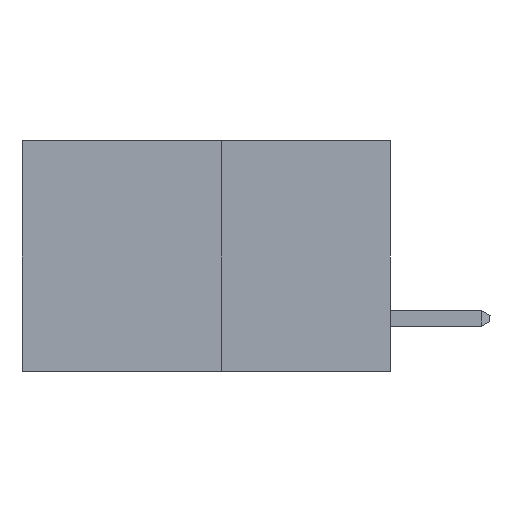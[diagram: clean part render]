
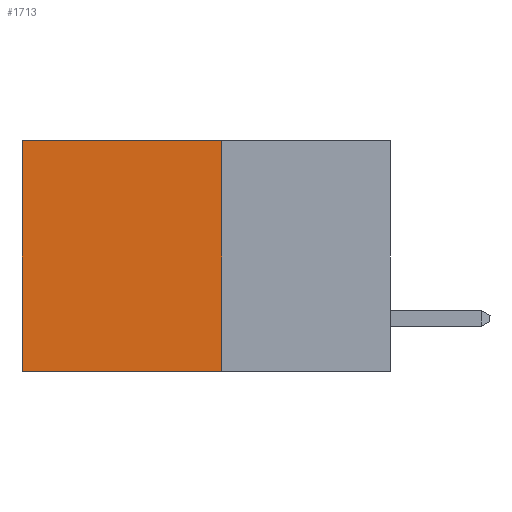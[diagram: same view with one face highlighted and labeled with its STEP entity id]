
A CAD part, left-side view. The second image highlights one B-rep face of the part: STEP entity #1713.
In plain terms, the highlighted planar face has unit normal (-1, 0, 0).
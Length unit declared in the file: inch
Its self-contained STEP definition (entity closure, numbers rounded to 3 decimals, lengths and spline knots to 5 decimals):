
#202 = VERTEX_POINT ( 'NONE', #10487 ) ;
#639 = LINE ( 'NONE', #1933, #2787 ) ;
#1331 = VECTOR ( 'NONE', #4714, 39.37008 ) ;
#1451 = DIRECTION ( 'NONE',  ( 0., 0., -1. ) ) ;
#1620 = LINE ( 'NONE', #2620, #1331 ) ;
#1713 = ADVANCED_FACE ( 'NONE', ( #10958 ), #6696, .F. ) ;
#1785 = EDGE_LOOP ( 'NONE', ( #5115, #4013, #3907, #6448 ) ) ;
#1795 = DIRECTION ( 'NONE',  ( 1., 0., 0. ) ) ;
#1933 = CARTESIAN_POINT ( 'NONE',  ( 0.277, 0.27, -0.37 ) ) ;
#2052 = CARTESIAN_POINT ( 'NONE',  ( 0.277, 0.27, -0.37 ) ) ;
#2312 = CARTESIAN_POINT ( 'NONE',  ( 0.277, 0.59, 0. ) ) ;
#2371 = CARTESIAN_POINT ( 'NONE',  ( 0.277, 0.27, -0.37 ) ) ;
#2440 = VERTEX_POINT ( 'NONE', #3352 ) ;
#2620 = CARTESIAN_POINT ( 'NONE',  ( 0.277, 0.27, 0. ) ) ;
#2787 = VECTOR ( 'NONE', #9294, 39.37008 ) ;
#2788 = EDGE_CURVE ( 'NONE', #5968, #2440, #639, .T. ) ;
#2951 = VECTOR ( 'NONE', #7657, 39.37008 ) ;
#3352 = CARTESIAN_POINT ( 'NONE',  ( 0.277, 0.59, -0.37 ) ) ;
#3841 = CARTESIAN_POINT ( 'NONE',  ( 0.277, 0.27, -0.37 ) ) ;
#3907 = ORIENTED_EDGE ( 'NONE', *, *, #7480, .F. ) ;
#4013 = ORIENTED_EDGE ( 'NONE', *, *, #2788, .F. ) ;
#4424 = EDGE_CURVE ( 'NONE', #202, #5065, #1620, .T. ) ;
#4714 = DIRECTION ( 'NONE',  ( 0., 1., 0. ) ) ;
#5065 = VERTEX_POINT ( 'NONE', #2312 ) ;
#5115 = ORIENTED_EDGE ( 'NONE', *, *, #6274, .T. ) ;
#5968 = VERTEX_POINT ( 'NONE', #2052 ) ;
#6274 = EDGE_CURVE ( 'NONE', #5065, #2440, #8101, .T. ) ;
#6448 = ORIENTED_EDGE ( 'NONE', *, *, #4424, .T. ) ;
#6696 = PLANE ( 'NONE',  #9732 ) ;
#7480 = EDGE_CURVE ( 'NONE', #202, #5968, #9300, .T. ) ;
#7657 = DIRECTION ( 'NONE',  ( 0., 0., -1. ) ) ;
#8039 = DIRECTION ( 'NONE',  ( 0., 0., -1. ) ) ;
#8101 = LINE ( 'NONE', #8784, #9973 ) ;
#8784 = CARTESIAN_POINT ( 'NONE',  ( 0.277, 0.59, -0.37 ) ) ;
#9294 = DIRECTION ( 'NONE',  ( 0., 1., 0. ) ) ;
#9300 = LINE ( 'NONE', #3841, #2951 ) ;
#9732 = AXIS2_PLACEMENT_3D ( 'NONE', #2371, #1795, #1451 ) ;
#9973 = VECTOR ( 'NONE', #8039, 39.37008 ) ;
#10487 = CARTESIAN_POINT ( 'NONE',  ( 0.277, 0.27, 0. ) ) ;
#10958 = FACE_OUTER_BOUND ( 'NONE', #1785, .T. ) ;
